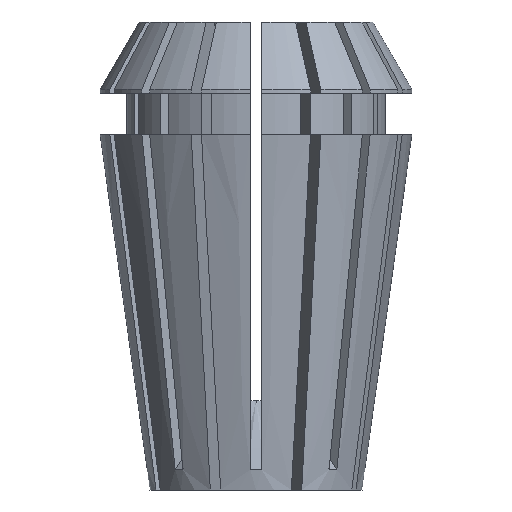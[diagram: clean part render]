
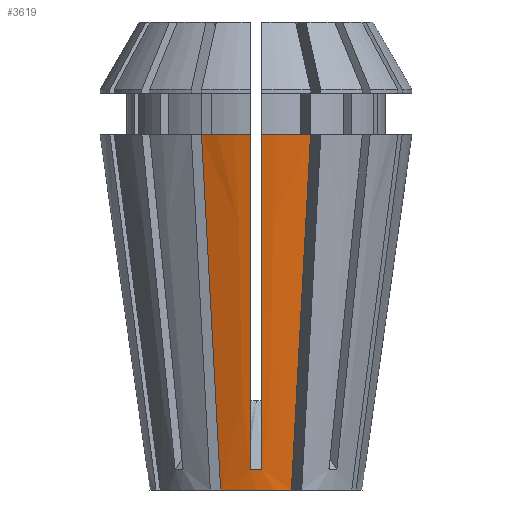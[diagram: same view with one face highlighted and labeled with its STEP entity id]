
A CAD part, left-side view. The second image highlights one B-rep face of the part: STEP entity #3619.
In plain terms, the highlighted conical face has half-angle 8 degrees and reference radius 7.141 mm.
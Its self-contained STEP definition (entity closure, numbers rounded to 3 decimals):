
#90 = CARTESIAN_POINT ( 'NONE',  ( -7.335, 0.125, 1.357 ) ) ;
#330 = EDGE_CURVE ( 'NONE', #5048, #3896, #3438, .T. ) ;
#355 = AXIS2_PLACEMENT_3D ( 'NONE', #4533, #4966, #1912 ) ;
#378 = VERTEX_POINT ( 'NONE', #3893 ) ;
#414 = AXIS2_PLACEMENT_3D ( 'NONE', #5354, #2745, #1021 ) ;
#445 = CIRCLE ( 'NONE', #1686, 7.141 ) ;
#546 = CARTESIAN_POINT ( 'NONE',  ( -7.324, 0.375, 1.368 ) ) ;
#553 = CARTESIAN_POINT ( 'NONE',  ( -9.838, 3.669, 23.9 ) ) ;
#600 = B_SPLINE_CURVE_WITH_KNOTS ( 'NONE', 3,
 ( #546, #90, #3102, #950 ),
 .UNSPECIFIED., .F., .F.,
 ( 4, 4 ),
 ( 0., 0.001 ),
 .UNSPECIFIED. ) ;
#686 = CIRCLE ( 'NONE', #414, 10.5 ) ;
#715 = VERTEX_POINT ( 'NONE', #1088 ) ;
#802 = ORIENTED_EDGE ( 'NONE', *, *, #2968, .F. ) ;
#832 = CARTESIAN_POINT ( 'NONE',  ( -7.404, -0.375, 1.933 ) ) ;
#929 = B_SPLINE_CURVE_WITH_KNOTS ( 'NONE', 3,
 ( #1051, #4084, #1011, #4910, #1913, #4465, #2310, #2734, #4044, #2364 ),
 .UNSPECIFIED., .F., .F.,
 ( 4, 3, 3, 4 ),
 ( 0.044, 0.052, 0.065, 0.067 ),
 .UNSPECIFIED. ) ;
#950 = CARTESIAN_POINT ( 'NONE',  ( -7.324, -0.375, 1.368 ) ) ;
#1011 = CARTESIAN_POINT ( 'NONE',  ( -9.774, 0.375, 18.785 ) ) ;
#1021 = DIRECTION ( 'NONE',  ( -1., 0., 0. ) ) ;
#1051 = CARTESIAN_POINT ( 'NONE',  ( -10.494, 0.375, 23.9 ) ) ;
#1055 = CIRCLE ( 'NONE', #1238, 10.5 ) ;
#1088 = CARTESIAN_POINT ( 'NONE',  ( -10.494, 0.375, 23.9 ) ) ;
#1134 = CARTESIAN_POINT ( 'NONE',  ( -7.221, -2.585, 3.763 ) ) ;
#1238 = AXIS2_PLACEMENT_3D ( 'NONE', #4404, #3462, #1829 ) ;
#1361 = EDGE_CURVE ( 'NONE', #4194, #5048, #1055, .T. ) ;
#1414 = EDGE_CURVE ( 'NONE', #715, #5328, #929, .T. ) ;
#1444 = CARTESIAN_POINT ( 'NONE',  ( -8.257, 3.014, 11.73 ) ) ;
#1498 = CARTESIAN_POINT ( 'NONE',  ( -6.732, -2.383, 0. ) ) ;
#1557 = EDGE_CURVE ( 'NONE', #378, #4182, #4240, .T. ) ;
#1674 = CARTESIAN_POINT ( 'NONE',  ( -10.134, -0.375, 21.342 ) ) ;
#1686 = AXIS2_PLACEMENT_3D ( 'NONE', #3434, #1705, #5601 ) ;
#1705 = DIRECTION ( 'NONE',  ( 0., 0., -1. ) ) ;
#1821 = CARTESIAN_POINT ( 'NONE',  ( -6.732, 2.383, 0. ) ) ;
#1829 = DIRECTION ( 'NONE',  ( -1., 0., 0. ) ) ;
#1878 = ORIENTED_EDGE ( 'NONE', *, *, #1557, .T. ) ;
#1884 = ORIENTED_EDGE ( 'NONE', *, *, #1361, .T. ) ;
#1912 = DIRECTION ( 'NONE',  ( 1., 0., 0. ) ) ;
#1913 = CARTESIAN_POINT ( 'NONE',  ( -8.797, 0.375, 11.839 ) ) ;
#1989 = CARTESIAN_POINT ( 'NONE',  ( -8.257, -3.014, 11.73 ) ) ;
#2030 = EDGE_CURVE ( 'NONE', #715, #378, #686, .T. ) ;
#2129 = CARTESIAN_POINT ( 'NONE',  ( -7.483, -0.375, 2.498 ) ) ;
#2209 = ORIENTED_EDGE ( 'NONE', *, *, #3954, .F. ) ;
#2310 = CARTESIAN_POINT ( 'NONE',  ( -7.563, 0.375, 3.063 ) ) ;
#2364 = CARTESIAN_POINT ( 'NONE',  ( -7.324, 0.375, 1.368 ) ) ;
#2370 = ORIENTED_EDGE ( 'NONE', *, *, #330, .T. ) ;
#2450 = CARTESIAN_POINT ( 'NONE',  ( -9.838, -3.669, 23.9 ) ) ;
#2535 = CARTESIAN_POINT ( 'NONE',  ( -7.324, 0.375, 1.368 ) ) ;
#2585 = ORIENTED_EDGE ( 'NONE', *, *, #1414, .F. ) ;
#2590 = CARTESIAN_POINT ( 'NONE',  ( -8.797, -0.375, 11.839 ) ) ;
#2734 = CARTESIAN_POINT ( 'NONE',  ( -7.483, 0.375, 2.498 ) ) ;
#2745 = DIRECTION ( 'NONE',  ( 0., 0., -1. ) ) ;
#2968 = EDGE_CURVE ( 'NONE', #4194, #4615, #3486, .T. ) ;
#3019 = EDGE_LOOP ( 'NONE', ( #4609, #1878, #4056, #802, #1884, #2370, #2209, #2585 ) ) ;
#3088 = CARTESIAN_POINT ( 'NONE',  ( -7.221, 2.585, 3.763 ) ) ;
#3102 = CARTESIAN_POINT ( 'NONE',  ( -7.335, -0.125, 1.357 ) ) ;
#3127 = CARTESIAN_POINT ( 'NONE',  ( -6.977, 2.484, 1.882 ) ) ;
#3205 = CARTESIAN_POINT ( 'NONE',  ( -9.048, -3.342, 17.815 ) ) ;
#3275 = CARTESIAN_POINT ( 'NONE',  ( -6.732, -2.383, 0. ) ) ;
#3434 = CARTESIAN_POINT ( 'NONE',  ( 0., 0., 0. ) ) ;
#3438 = B_SPLINE_CURVE_WITH_KNOTS ( 'NONE', 3,
 ( #3833, #1674, #4286, #4735, #2590, #5588, #5606, #2129, #832, #4705 ),
 .UNSPECIFIED., .F., .F.,
 ( 4, 3, 3, 4 ),
 ( 0.044, 0.052, 0.065, 0.067 ),
 .UNSPECIFIED. ) ;
#3462 = DIRECTION ( 'NONE',  ( 0., 0., -1. ) ) ;
#3486 = B_SPLINE_CURVE_WITH_KNOTS ( 'NONE', 3,
 ( #3694, #3205, #1989, #3656, #1134, #4087, #1498 ),
 .UNSPECIFIED., .F., .F.,
 ( 4, 3, 4 ),
 ( 0., 0.018, 0.024 ),
 .UNSPECIFIED. ) ;
#3579 = CARTESIAN_POINT ( 'NONE',  ( -9.048, 3.342, 17.815 ) ) ;
#3619 = ADVANCED_FACE ( 'NONE', ( #4596 ), #4235, .T. ) ;
#3656 = CARTESIAN_POINT ( 'NONE',  ( -7.466, -2.687, 5.645 ) ) ;
#3694 = CARTESIAN_POINT ( 'NONE',  ( -9.838, -3.669, 23.9 ) ) ;
#3833 = CARTESIAN_POINT ( 'NONE',  ( -10.494, -0.375, 23.9 ) ) ;
#3893 = CARTESIAN_POINT ( 'NONE',  ( -9.838, 3.669, 23.9 ) ) ;
#3896 = VERTEX_POINT ( 'NONE', #5322 ) ;
#3954 = EDGE_CURVE ( 'NONE', #5328, #3896, #600, .T. ) ;
#4044 = CARTESIAN_POINT ( 'NONE',  ( -7.404, 0.375, 1.933 ) ) ;
#4056 = ORIENTED_EDGE ( 'NONE', *, *, #5457, .F. ) ;
#4084 = CARTESIAN_POINT ( 'NONE',  ( -10.134, 0.375, 21.342 ) ) ;
#4087 = CARTESIAN_POINT ( 'NONE',  ( -6.977, -2.484, 1.882 ) ) ;
#4182 = VERTEX_POINT ( 'NONE', #4697 ) ;
#4194 = VERTEX_POINT ( 'NONE', #2450 ) ;
#4235 = CONICAL_SURFACE ( 'NONE', #355, 7.141, 0.14 ) ;
#4240 = B_SPLINE_CURVE_WITH_KNOTS ( 'NONE', 3,
 ( #553, #3579, #1444, #5304, #3088, #3127, #1821 ),
 .UNSPECIFIED., .F., .F.,
 ( 4, 3, 4 ),
 ( 0., 0.018, 0.024 ),
 .UNSPECIFIED. ) ;
#4286 = CARTESIAN_POINT ( 'NONE',  ( -9.774, -0.375, 18.785 ) ) ;
#4404 = CARTESIAN_POINT ( 'NONE',  ( 0., 0., 23.9 ) ) ;
#4465 = CARTESIAN_POINT ( 'NONE',  ( -8.18, 0.375, 7.451 ) ) ;
#4533 = CARTESIAN_POINT ( 'NONE',  ( 0., 0., 0. ) ) ;
#4596 = FACE_OUTER_BOUND ( 'NONE', #3019, .T. ) ;
#4609 = ORIENTED_EDGE ( 'NONE', *, *, #2030, .T. ) ;
#4615 = VERTEX_POINT ( 'NONE', #3275 ) ;
#4697 = CARTESIAN_POINT ( 'NONE',  ( -6.732, 2.383, 0. ) ) ;
#4705 = CARTESIAN_POINT ( 'NONE',  ( -7.324, -0.375, 1.368 ) ) ;
#4735 = CARTESIAN_POINT ( 'NONE',  ( -9.415, -0.375, 16.227 ) ) ;
#4910 = CARTESIAN_POINT ( 'NONE',  ( -9.415, 0.375, 16.227 ) ) ;
#4922 = CARTESIAN_POINT ( 'NONE',  ( -10.494, -0.375, 23.9 ) ) ;
#4966 = DIRECTION ( 'NONE',  ( 0., 0., 1. ) ) ;
#5048 = VERTEX_POINT ( 'NONE', #4922 ) ;
#5304 = CARTESIAN_POINT ( 'NONE',  ( -7.466, 2.687, 5.645 ) ) ;
#5322 = CARTESIAN_POINT ( 'NONE',  ( -7.324, -0.375, 1.368 ) ) ;
#5328 = VERTEX_POINT ( 'NONE', #2535 ) ;
#5354 = CARTESIAN_POINT ( 'NONE',  ( 0., 0., 23.9 ) ) ;
#5457 = EDGE_CURVE ( 'NONE', #4615, #4182, #445, .T. ) ;
#5588 = CARTESIAN_POINT ( 'NONE',  ( -8.18, -0.375, 7.451 ) ) ;
#5601 = DIRECTION ( 'NONE',  ( -1., 0., 0. ) ) ;
#5606 = CARTESIAN_POINT ( 'NONE',  ( -7.563, -0.375, 3.063 ) ) ;
